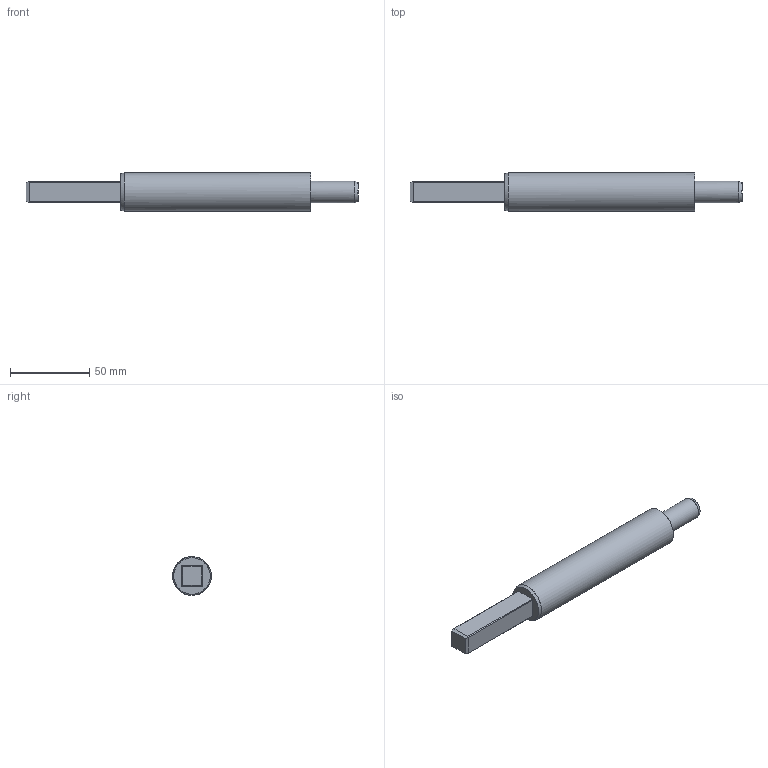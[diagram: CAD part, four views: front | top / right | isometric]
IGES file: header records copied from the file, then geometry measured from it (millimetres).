
Start section: VISI Liste des couches Iges    VISI  0      LAYER0  1      LAYER1  2      WARNINGS
Global section: file name: axe.igs; native system: VISI 16.0; preprocessor: 2.0; author: Michel; organization: Unknown; date: 20190331.143522; units: millimetre
Bounding box: 210 x 24.5 x 24.5 mm (x, y, z)
Surface area: 14467.1 mm2 (no closed solid volume)
Topology: 0 solids, 0 shells, 20 faces, 165 edges, 167 vertices
Faces by surface type: bspline 20
